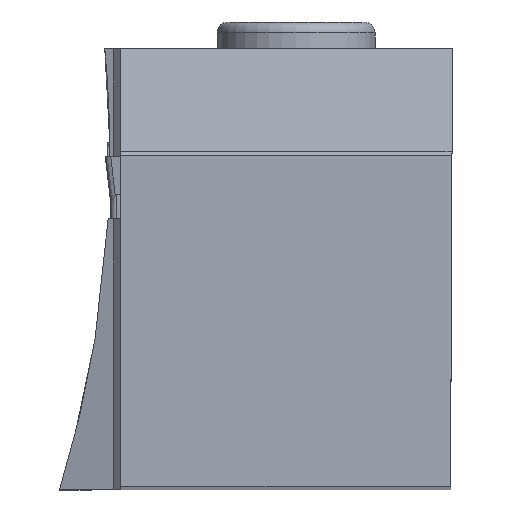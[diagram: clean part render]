
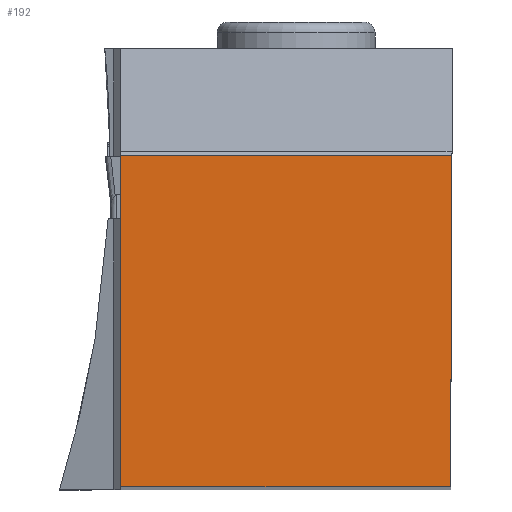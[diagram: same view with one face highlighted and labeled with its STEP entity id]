
A CAD part, top view. The second image highlights one B-rep face of the part: STEP entity #192.
In plain terms, the highlighted planar face has unit normal (0, 0, 1).
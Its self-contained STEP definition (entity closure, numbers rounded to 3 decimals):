
#192=ADVANCED_FACE('BLANK_BOXF006',(#305),#243,.F.);
#243=PLANE('',#1466);
#305=FACE_OUTER_BOUND('',#369,.T.);
#369=EDGE_LOOP('',(#677,#678,#679,#680));
#677=ORIENTED_EDGE('',*,*,#988,.F.);
#678=ORIENTED_EDGE('',*,*,#1024,.F.);
#679=ORIENTED_EDGE('',*,*,#1035,.F.);
#680=ORIENTED_EDGE('',*,*,#1036,.F.);
#839=VERTEX_POINT('',#2195);
#840=VERTEX_POINT('',#2197);
#863=VERTEX_POINT('',#2337);
#870=VERTEX_POINT('',#2358);
#988=EDGE_CURVE('',#839,#840,#1133,.T.);
#1024=EDGE_CURVE('',#863,#839,#1162,.T.);
#1035=EDGE_CURVE('',#870,#863,#1172,.T.);
#1036=EDGE_CURVE('',#840,#870,#1173,.T.);
#1133=LINE('',#2196,#1272);
#1162=LINE('',#2338,#1301);
#1172=LINE('',#2359,#1311);
#1173=LINE('',#2361,#1312);
#1272=VECTOR('',#1692,1.);
#1301=VECTOR('',#1741,1.);
#1311=VECTOR('',#1759,1.);
#1312=VECTOR('',#1762,1.);
#1466=AXIS2_PLACEMENT_3D('',#2362,#1763,#1764);
#1692=DIRECTION('',(0.,1.,0.));
#1741=DIRECTION('',(-1.,0.,0.));
#1759=DIRECTION('',(-0.004,-1.,0.));
#1762=DIRECTION('',(1.,0.,0.));
#1763=DIRECTION('',(0.,0.,-1.));
#1764=DIRECTION('',(0.,-1.,0.));
#2195=CARTESIAN_POINT('',(-24.875,0.,0.));
#2196=CARTESIAN_POINT('',(-24.875,-150.35,0.));
#2197=CARTESIAN_POINT('',(-24.875,24.875,0.));
#2337=CARTESIAN_POINT('',(-0.109,0.,0.));
#2338=CARTESIAN_POINT('',(150.35,0.,0.));
#2358=CARTESIAN_POINT('',(0.,24.875,0.));
#2359=CARTESIAN_POINT('',(0.547,150.349,0.));
#2361=CARTESIAN_POINT('',(-150.35,24.875,0.));
#2362=CARTESIAN_POINT('',(-29.457,-5.,0.));
